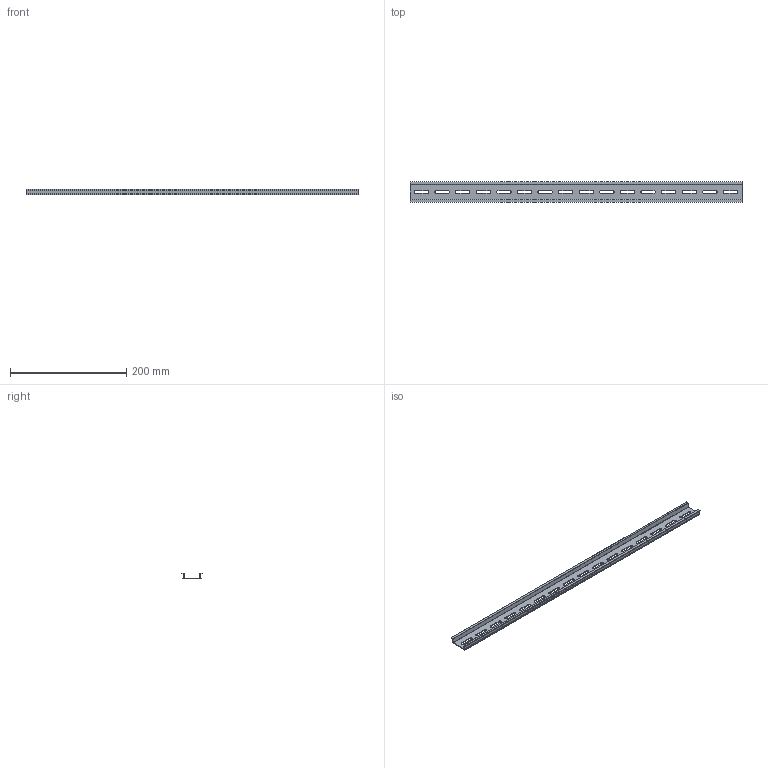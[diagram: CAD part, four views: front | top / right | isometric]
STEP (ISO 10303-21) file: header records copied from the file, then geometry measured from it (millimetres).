
FILE_DESCRIPTION (( 'STEP AP203' ), '1' );
FILE_NAME ('DN-R35SAL1-572-5_Default.step', '2025-02-28T16:45:38', ( 'Windows User' ), ( 'AUTOMATION DIRECT' ), 'SwSTEP 2.0', 'SolidWorks 2024', '' );
FILE_SCHEMA (( 'CONFIG_CONTROL_DESIGN' ));
Length unit declared in the file: millimetre
Products named in the file (1): DN-R35SAL1-572-5_Default
Bounding box: 572 x 35 x 10 mm (x, y, z)
Volume: 43762.1 mm3; surface area: 60550.9 mm2
Topology: 1 solids, 1 shells, 98 faces, 288 edges, 192 vertices
Faces by surface type: plane 50, cylinder 48
Entity records: 3429 total; most frequent: DIRECTION 582, CARTESIAN_POINT 579, ORIENTED_EDGE 576, EDGE_CURVE 288, AXIS2_PLACEMENT_3D 195, LINE 192, VECTOR 192, VERTEX_POINT 192
